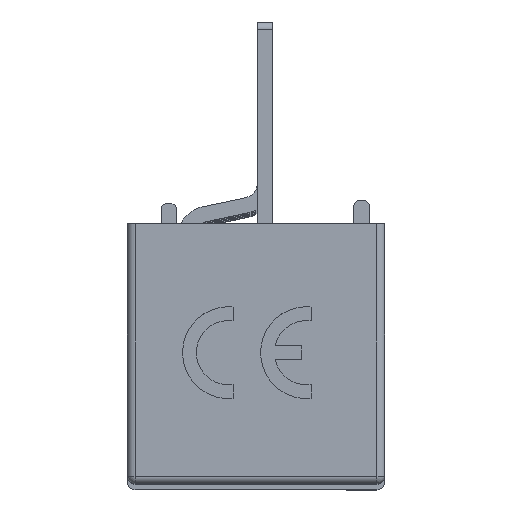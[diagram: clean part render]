
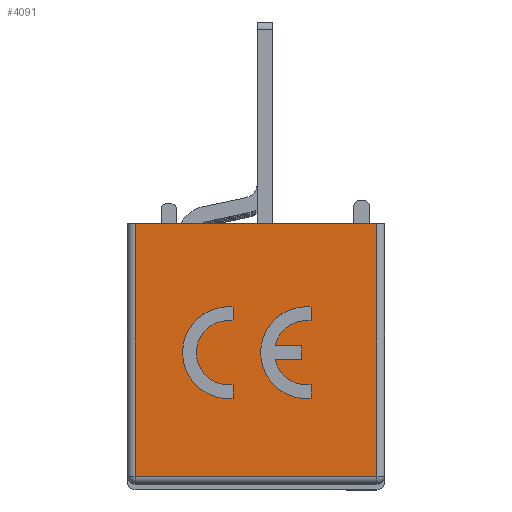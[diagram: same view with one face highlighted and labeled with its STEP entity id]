
A CAD part, top view. The second image highlights one B-rep face of the part: STEP entity #4091.
In plain terms, the highlighted planar face has unit normal (0, 0, 1).
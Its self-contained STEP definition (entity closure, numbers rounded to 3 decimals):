
#111=FACE_BOUND('',#440,.T.);
#112=FACE_BOUND('',#441,.T.);
#216=FACE_OUTER_BOUND('',#439,.T.);
#439=EDGE_LOOP('',(#3100,#3101,#3102,#3103));
#440=EDGE_LOOP('',(#3104,#3105,#3106,#3107));
#441=EDGE_LOOP('',(#3108,#3109,#3110,#3111,#3112,#3113,#3114,#3115));
#651=CIRCLE('',#4392,2.1);
#653=CIRCLE('',#4396,3.);
#655=CIRCLE('',#4401,2.1);
#657=CIRCLE('',#4407,2.1);
#659=CIRCLE('',#4411,3.);
#731=LINE('',#5791,#1142);
#947=LINE('',#6416,#1358);
#949=LINE('',#6419,#1360);
#954=LINE('',#6426,#1365);
#959=LINE('',#6440,#1370);
#964=LINE('',#6453,#1375);
#967=LINE('',#6465,#1378);
#972=LINE('',#6478,#1383);
#975=LINE('',#6484,#1386);
#978=LINE('',#6490,#1389);
#982=LINE('',#6502,#1393);
#1142=VECTOR('',#4606,15.8);
#1358=VECTOR('',#5172,16.5);
#1360=VECTOR('',#5176,15.8);
#1365=VECTOR('',#5185,16.5);
#1370=VECTOR('',#5200,0.907);
#1375=VECTOR('',#5213,0.907);
#1378=VECTOR('',#5226,0.907);
#1383=VECTOR('',#5239,1.751);
#1386=VECTOR('',#5244,0.9);
#1389=VECTOR('',#5249,1.751);
#1393=VECTOR('',#5261,0.907);
#1556=VERTEX_POINT('',#5788);
#1557=VERTEX_POINT('',#5790);
#1788=VERTEX_POINT('',#6405);
#1791=VERTEX_POINT('',#6412);
#1794=VERTEX_POINT('',#6437);
#1795=VERTEX_POINT('',#6439);
#1797=VERTEX_POINT('',#6445);
#1799=VERTEX_POINT('',#6451);
#1802=VERTEX_POINT('',#6462);
#1803=VERTEX_POINT('',#6464);
#1805=VERTEX_POINT('',#6470);
#1807=VERTEX_POINT('',#6476);
#1809=VERTEX_POINT('',#6482);
#1811=VERTEX_POINT('',#6488);
#1813=VERTEX_POINT('',#6494);
#1815=VERTEX_POINT('',#6500);
#1934=EDGE_CURVE('',#1557,#1556,#731,.T.);
#2246=EDGE_CURVE('',#1557,#1791,#947,.T.);
#2248=EDGE_CURVE('',#1791,#1788,#949,.T.);
#2253=EDGE_CURVE('',#1788,#1556,#954,.T.);
#2258=EDGE_CURVE('',#1795,#1794,#959,.T.);
#2262=EDGE_CURVE('',#1794,#1797,#651,.T.);
#2265=EDGE_CURVE('',#1797,#1799,#964,.T.);
#2267=EDGE_CURVE('',#1799,#1795,#653,.T.);
#2270=EDGE_CURVE('',#1803,#1802,#967,.T.);
#2274=EDGE_CURVE('',#1802,#1805,#655,.T.);
#2277=EDGE_CURVE('',#1805,#1807,#972,.T.);
#2280=EDGE_CURVE('',#1807,#1809,#975,.T.);
#2283=EDGE_CURVE('',#1809,#1811,#978,.T.);
#2286=EDGE_CURVE('',#1811,#1813,#657,.T.);
#2289=EDGE_CURVE('',#1813,#1815,#982,.T.);
#2291=EDGE_CURVE('',#1815,#1803,#659,.T.);
#3100=ORIENTED_EDGE('',*,*,#2246,.F.);
#3101=ORIENTED_EDGE('',*,*,#1934,.T.);
#3102=ORIENTED_EDGE('',*,*,#2253,.F.);
#3103=ORIENTED_EDGE('',*,*,#2248,.F.);
#3104=ORIENTED_EDGE('',*,*,#2258,.T.);
#3105=ORIENTED_EDGE('',*,*,#2262,.T.);
#3106=ORIENTED_EDGE('',*,*,#2265,.T.);
#3107=ORIENTED_EDGE('',*,*,#2267,.T.);
#3108=ORIENTED_EDGE('',*,*,#2270,.T.);
#3109=ORIENTED_EDGE('',*,*,#2274,.T.);
#3110=ORIENTED_EDGE('',*,*,#2277,.T.);
#3111=ORIENTED_EDGE('',*,*,#2280,.T.);
#3112=ORIENTED_EDGE('',*,*,#2283,.T.);
#3113=ORIENTED_EDGE('',*,*,#2286,.T.);
#3114=ORIENTED_EDGE('',*,*,#2289,.T.);
#3115=ORIENTED_EDGE('',*,*,#2291,.T.);
#3716=PLANE('',#4415);
#4091=ADVANCED_FACE('',(#216,#111,#112),#3716,.F.);
#4392=AXIS2_PLACEMENT_3D('',#6447,#5207,#5208);
#4396=AXIS2_PLACEMENT_3D('',#6456,#5218,#5219);
#4401=AXIS2_PLACEMENT_3D('',#6472,#5233,#5234);
#4407=AXIS2_PLACEMENT_3D('',#6496,#5255,#5256);
#4411=AXIS2_PLACEMENT_3D('',#6505,#5266,#5267);
#4415=AXIS2_PLACEMENT_3D('',#6509,#5274,#5275);
#4606=DIRECTION('',(-1.,0.,0.));
#5172=DIRECTION('',(0.,-1.,0.));
#5176=DIRECTION('',(-1.,0.,0.));
#5185=DIRECTION('',(0.,1.,0.));
#5200=DIRECTION('',(0.,-1.,0.));
#5207=DIRECTION('center_axis',(0.,0.,1.));
#5208=DIRECTION('ref_axis',(0.143,0.99,0.));
#5213=DIRECTION('',(0.,-1.,0.));
#5218=DIRECTION('center_axis',(0.,0.,-1.));
#5219=DIRECTION('ref_axis',(-0.1,-0.995,0.));
#5226=DIRECTION('',(0.,-1.,0.));
#5233=DIRECTION('center_axis',(0.,0.,1.));
#5234=DIRECTION('ref_axis',(-0.143,-0.99,0.));
#5239=DIRECTION('',(1.,0.,0.));
#5244=DIRECTION('',(0.,-1.,0.));
#5249=DIRECTION('',(-1.,0.,0.));
#5255=DIRECTION('center_axis',(0.,0.,1.));
#5256=DIRECTION('ref_axis',(0.977,0.214,0.));
#5261=DIRECTION('',(0.,-1.,0.));
#5266=DIRECTION('center_axis',(0.,0.,-1.));
#5267=DIRECTION('ref_axis',(0.1,0.995,0.));
#5274=DIRECTION('center_axis',(0.,0.,-1.));
#5275=DIRECTION('ref_axis',(1.,0.,0.));
#5788=CARTESIAN_POINT('',(-0.803,16.,227.1));
#5790=CARTESIAN_POINT('',(14.997,16.,227.1));
#5791=CARTESIAN_POINT('',(15.497,16.,227.1));
#6405=CARTESIAN_POINT('',(-0.803,-0.5,227.1));
#6412=CARTESIAN_POINT('',(14.997,-0.5,227.1));
#6416=CARTESIAN_POINT('',(14.997,3.25,227.1));
#6419=CARTESIAN_POINT('',(2.897,-0.5,227.1));
#6426=CARTESIAN_POINT('',(-0.803,11.75,227.1));
#6437=CARTESIAN_POINT('',(5.597,9.653,227.1));
#6439=CARTESIAN_POINT('',(5.597,10.56,227.1));
#6440=CARTESIAN_POINT('',(5.597,9.03,227.1));
#6445=CARTESIAN_POINT('',(5.597,5.497,227.1));
#6447=CARTESIAN_POINT('Origin',(5.297,7.575,227.1));
#6451=CARTESIAN_POINT('',(5.597,4.59,227.1));
#6453=CARTESIAN_POINT('',(5.597,6.498,227.1));
#6456=CARTESIAN_POINT('Origin',(5.297,7.575,227.1));
#6462=CARTESIAN_POINT('',(10.697,9.653,227.1));
#6464=CARTESIAN_POINT('',(10.697,10.56,227.1));
#6465=CARTESIAN_POINT('',(10.697,9.03,227.1));
#6470=CARTESIAN_POINT('',(8.346,8.025,227.1));
#6472=CARTESIAN_POINT('Origin',(10.397,7.575,227.1));
#6476=CARTESIAN_POINT('',(10.097,8.025,227.1));
#6478=CARTESIAN_POINT('',(7.722,8.025,227.1));
#6482=CARTESIAN_POINT('',(10.097,7.125,227.1));
#6484=CARTESIAN_POINT('',(10.097,7.762,227.1));
#6488=CARTESIAN_POINT('',(8.346,7.125,227.1));
#6490=CARTESIAN_POINT('',(8.597,7.125,227.1));
#6494=CARTESIAN_POINT('',(10.697,5.497,227.1));
#6496=CARTESIAN_POINT('Origin',(10.397,7.575,227.1));
#6500=CARTESIAN_POINT('',(10.697,4.59,227.1));
#6502=CARTESIAN_POINT('',(10.697,6.498,227.1));
#6505=CARTESIAN_POINT('Origin',(10.397,7.575,227.1));
#6509=CARTESIAN_POINT('Origin',(7.097,7.5,227.1));
